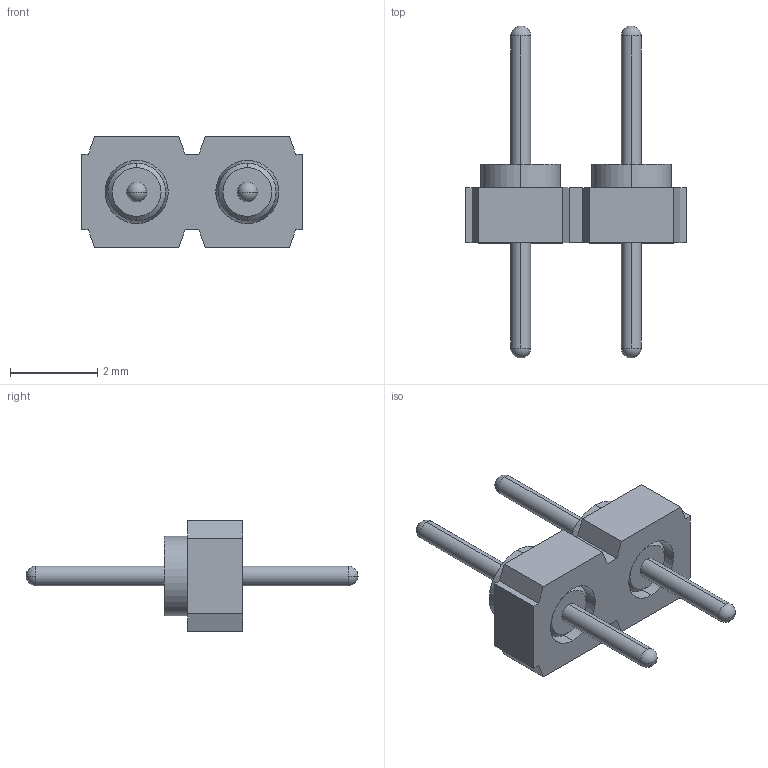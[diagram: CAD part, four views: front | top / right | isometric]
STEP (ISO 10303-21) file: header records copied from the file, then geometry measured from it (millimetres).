
FILE_DESCRIPTION (( 'STEP AP214' ), '1' );
FILE_NAME ('mill-max-335-10-102-00-160000.STEP', '2022-07-29T22:02:15', ( '' ), ( '' ), 'SwSTEP 2.0', 'SolidWorks 2022', '' );
FILE_SCHEMA (( 'AUTOMOTIVE_DESIGN' ));
Length unit declared in the file: inch
Products named in the file (3): P3XX-11-012-00-000000_P302-11-012-00-000000; 3516_3516-0-00-15-00-00-03-0; mill-max-335-10-102-00-160000
Assembly tree (3 placements, depth 2):
  mill-max-335-10-102-00-160000
    P3XX-11-012-00-000000_P302-11-012-00-000000
    3516_3516-0-00-15-00-00-03-0  x2
Bounding box: 5.08 x 7.62 x 2.54 mm (x, y, z)
Volume: 19.4 mm3; surface area: 91.9 mm2
Topology: 3 solids, 3 shells, 70 faces, 172 edges, 108 vertices
Faces by surface type: plane 30, cylinder 24, cone 8, sphere 8
Entity records: 1566 total; most frequent: DIRECTION 266, CARTESIAN_POINT 250, ORIENTED_EDGE 236, EDGE_CURVE 118, AXIS2_PLACEMENT_3D 94, VERTEX_POINT 78, VECTOR 78, LINE 78
